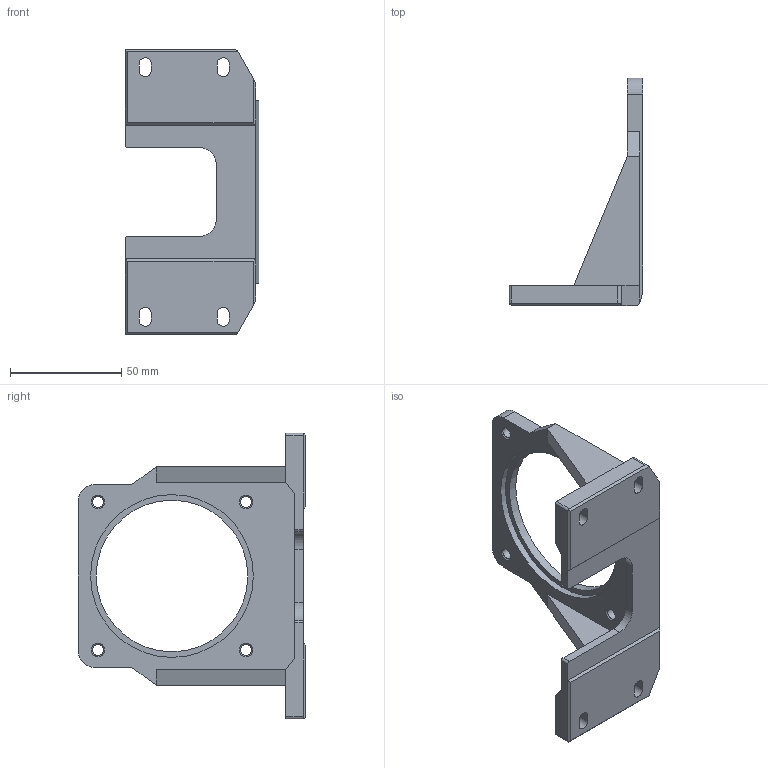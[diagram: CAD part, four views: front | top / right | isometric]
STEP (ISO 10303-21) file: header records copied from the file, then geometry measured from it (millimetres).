
FILE_DESCRIPTION(/* description */ ('STEP AP214'),/* implementation_level */ '2;1');
FILE_NAME(/* name */ 'SOL4M6F',/* time_stamp */ '2024-06-06T11:22:42+02:00',/* author */ ('License CC BY-ND 4.0'),/* organization */ ('CADENAS'),/* preprocessor_version */ 'ST-DEVELOPER v19.3',/* originating_system */ 'PARTsolutions',/* authorisation */ ' ');
FILE_SCHEMA (('AUTOMOTIVE_DESIGN {1 0 10303 214 3 1 1}'));
Length unit declared in the file: millimetre
Products named in the file (1): SOL4M6F
Bounding box: 60 x 102 x 128 mm (x, y, z)
Volume: 79556 mm3; surface area: 31123.3 mm2
Topology: 1 solids, 1 shells, 82 faces, 217 edges, 138 vertices
Faces by surface type: plane 50, cylinder 24, cone 8
Full cylindrical faces by diameter (mm): 4.917 x4, 68 x1, 73 x1
Entity records: 2517 total; most frequent: DIRECTION 429, CARTESIAN_POINT 424, ORIENTED_EDGE 406, EDGE_CURVE 203, LINE 143, VECTOR 143, AXIS2_PLACEMENT_3D 143, VERTEX_POINT 138
